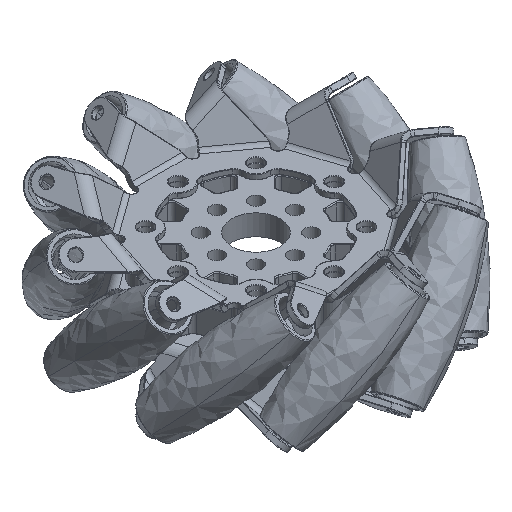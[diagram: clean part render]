
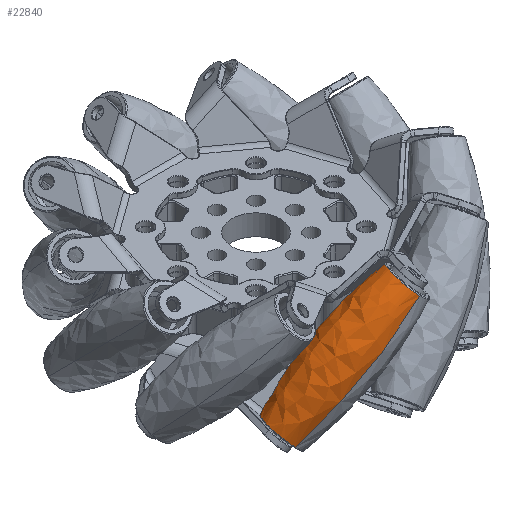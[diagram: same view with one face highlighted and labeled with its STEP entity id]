
A CAD part, isometric view. The second image highlights one B-rep face of the part: STEP entity #22840.
In plain terms, the highlighted free-form (B-spline) face has degree [3, 3] with [6, 4] control points.
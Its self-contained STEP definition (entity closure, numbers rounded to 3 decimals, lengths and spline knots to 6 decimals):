
#3275=B_SPLINE_CURVE_WITH_KNOTS('',3,(#34519,#34520,#34521,#34522,#34523,
#34524,#34525,#34526,#34527,#34528,#34529,#34530,#34531,#34532),
 .UNSPECIFIED.,.F.,.F.,(4,2,2,2,2,2,4),(0.016267,0.25,0.375,0.5,
0.625,0.75,0.983733),.UNSPECIFIED.);
#3276=B_SPLINE_CURVE_WITH_KNOTS('',3,(#34537,#34538,#34539,#34540,#34541,
#34542,#34543,#34544,#34545,#34546,#34547,#34548,#34549,#34550),
 .UNSPECIFIED.,.F.,.F.,(4,2,2,2,2,2,4),(0.016267,0.25,0.375,0.5,
0.625,0.75,0.983733),.UNSPECIFIED.);
#4275=(
BOUNDED_SURFACE()
B_SPLINE_SURFACE(3,3,((#34563,#34564,#34565,#34566),(#34567,#34568,#34569,
#34570),(#34571,#34572,#34573,#34574),(#34575,#34576,#34577,#34578),(#34579,
#34580,#34581,#34582),(#34583,#34584,#34585,#34586)),
 .SURF_OF_REVOLUTION.,.F.,.F.,.F.)
B_SPLINE_SURFACE_WITH_KNOTS((4,1,1,4),(4,4),(0.016267,0.5,
0.741866,0.983733),(0.,1.),.UNSPECIFIED.)
GEOMETRIC_REPRESENTATION_ITEM()
RATIONAL_B_SPLINE_SURFACE(((1.,0.333,0.333,1.),
(1.,0.333,0.333,1.),(1.,0.333,0.333,
1.),(1.,0.333,0.333,1.),(1.,0.333,0.333,
1.),(1.,0.333,0.333,1.)))
REPRESENTATION_ITEM('')
SURFACE()
);
#4578=ORIENTED_EDGE('',*,*,#11805,.T.);
#4579=ORIENTED_EDGE('',*,*,#11798,.T.);
#4580=ORIENTED_EDGE('',*,*,#11804,.T.);
#4581=ORIENTED_EDGE('',*,*,#11800,.F.);
#11798=EDGE_CURVE('',#15429,#15430,#3275,.T.);
#11800=EDGE_CURVE('',#15431,#15432,#3276,.T.);
#11804=EDGE_CURVE('',#15430,#15432,#17562,.T.);
#11805=EDGE_CURVE('',#15431,#15429,#17563,.T.);
#15429=VERTEX_POINT('',#34533);
#15430=VERTEX_POINT('',#34534);
#15431=VERTEX_POINT('',#34536);
#15432=VERTEX_POINT('',#34551);
#17562=CIRCLE('',#24494,0.005858);
#17563=CIRCLE('',#24496,0.005858);
#19206=EDGE_LOOP('',(#4578,#4579,#4580,#4581));
#20936=FACE_BOUND('',#19206,.T.);
#22840=ADVANCED_FACE('',(#20936),#4275,.T.);
#24494=AXIS2_PLACEMENT_3D('',#34560,#27502,#27503);
#24496=AXIS2_PLACEMENT_3D('',#34562,#27506,#27507);
#27502=DIRECTION('',(-0.572,0.416,0.707));
#27503=DIRECTION('',(-0.777,0.,-0.629));
#27506=DIRECTION('',(0.572,-0.416,-0.707));
#27507=DIRECTION('',(-0.777,0.,-0.629));
#34519=CARTESIAN_POINT('',(0.007059,0.039056,-0.024709));
#34520=CARTESIAN_POINT('',(0.008317,0.037509,-0.027341));
#34521=CARTESIAN_POINT('',(0.009739,0.036002,-0.029905));
#34522=CARTESIAN_POINT('',(0.01216,0.033747,-0.033741));
#34523=CARTESIAN_POINT('',(0.013047,0.032973,-0.035059));
#34524=CARTESIAN_POINT('',(0.014903,0.031453,-0.037644));
#34525=CARTESIAN_POINT('',(0.015872,0.030707,-0.038915));
#34526=CARTESIAN_POINT('',(0.017891,0.02924,-0.04141));
#34527=CARTESIAN_POINT('',(0.018942,0.02852,-0.042635));
#34528=CARTESIAN_POINT('',(0.021115,0.027114,-0.045027));
#34529=CARTESIAN_POINT('',(0.022238,0.026427,-0.046195));
#34530=CARTESIAN_POINT('',(0.025565,0.024505,-0.049464));
#34531=CARTESIAN_POINT('',(0.027859,0.023311,-0.051496));
#34532=CARTESIAN_POINT('',(0.030289,0.022179,-0.053423));
#34533=CARTESIAN_POINT('',(0.007059,0.039056,-0.024709));
#34534=CARTESIAN_POINT('',(0.030289,0.022179,-0.053423));
#34536=CARTESIAN_POINT('',(0.016668,0.042453,-0.018931));
#34537=CARTESIAN_POINT('',(0.016668,0.042453,-0.018931));
#34538=CARTESIAN_POINT('',(0.019099,0.04132,-0.020858));
#34539=CARTESIAN_POINT('',(0.021399,0.040123,-0.022894));
#34540=CARTESIAN_POINT('',(0.024738,0.038193,-0.026178));
#34541=CARTESIAN_POINT('',(0.025865,0.037503,-0.027351));
#34542=CARTESIAN_POINT('',(0.028039,0.036096,-0.029746));
#34543=CARTESIAN_POINT('',(0.029087,0.035377,-0.030969));
#34544=CARTESIAN_POINT('',(0.031105,0.03391,-0.033464));
#34545=CARTESIAN_POINT('',(0.032076,0.033161,-0.034738));
#34546=CARTESIAN_POINT('',(0.033929,0.031642,-0.037322));
#34547=CARTESIAN_POINT('',(0.034812,0.030871,-0.038634));
#34548=CARTESIAN_POINT('',(0.037222,0.028625,-0.042455));
#34549=CARTESIAN_POINT('',(0.038641,0.027122,-0.045013));
#34550=CARTESIAN_POINT('',(0.039899,0.025575,-0.047645));
#34551=CARTESIAN_POINT('',(0.039899,0.025575,-0.047645));
#34560=CARTESIAN_POINT('',(0.035094,0.023877,-0.050534));
#34562=CARTESIAN_POINT('',(0.011864,0.040755,-0.02182));
#34563=CARTESIAN_POINT('',(0.007059,0.039056,-0.024709));
#34564=CARTESIAN_POINT('',(0.007059,0.028956,-0.018772));
#34565=CARTESIAN_POINT('',(0.016668,0.032352,-0.012994));
#34566=CARTESIAN_POINT('',(0.016668,0.042453,-0.018931));
#34567=CARTESIAN_POINT('',(0.009662,0.035855,-0.030156));
#34568=CARTESIAN_POINT('',(0.009662,0.023204,-0.02272));
#34569=CARTESIAN_POINT('',(0.021698,0.027458,-0.015483));
#34570=CARTESIAN_POINT('',(0.021698,0.040109,-0.022919));
#34571=CARTESIAN_POINT('',(0.014631,0.031286,-0.037928));
#34572=CARTESIAN_POINT('',(0.014631,0.01677,-0.029396));
#34573=CARTESIAN_POINT('',(0.028442,0.021651,-0.021092));
#34574=CARTESIAN_POINT('',(0.028442,0.036167,-0.029624));
#34575=CARTESIAN_POINT('',(0.023038,0.025824,-0.047221));
#34576=CARTESIAN_POINT('',(0.023038,0.012566,-0.039427));
#34577=CARTESIAN_POINT('',(0.035652,0.017024,-0.031843));
#34578=CARTESIAN_POINT('',(0.035652,0.030283,-0.039636));
#34579=CARTESIAN_POINT('',(0.027774,0.023351,-0.051429));
#34580=CARTESIAN_POINT('',(0.027774,0.011975,-0.044743));
#34581=CARTESIAN_POINT('',(0.038597,0.0158,-0.038235));
#34582=CARTESIAN_POINT('',(0.038597,0.027176,-0.044922));
#34583=CARTESIAN_POINT('',(0.030289,0.022179,-0.053423));
#34584=CARTESIAN_POINT('',(0.030289,0.012078,-0.047486));
#34585=CARTESIAN_POINT('',(0.039899,0.015474,-0.041708));
#34586=CARTESIAN_POINT('',(0.039899,0.025575,-0.047645));
